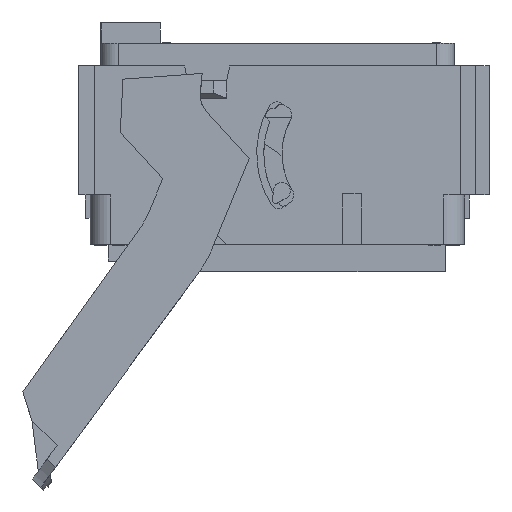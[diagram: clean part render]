
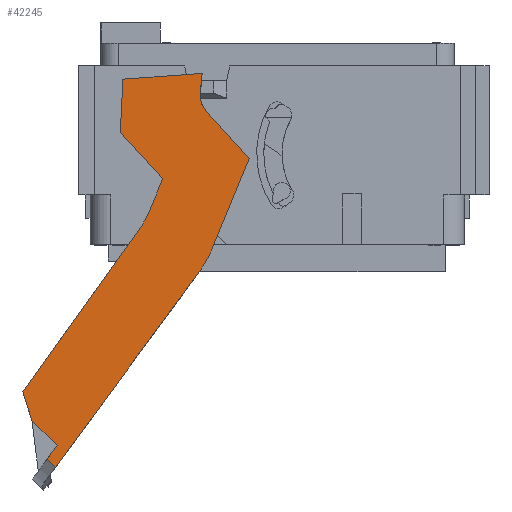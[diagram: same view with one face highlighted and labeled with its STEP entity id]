
A CAD part, front view. The second image highlights one B-rep face of the part: STEP entity #42245.
In plain terms, the highlighted planar face has unit normal (0, -1, 0).
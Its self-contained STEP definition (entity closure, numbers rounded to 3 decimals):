
#37550=CIRCLE('',#128450,4.1);
#37568=CIRCLE('',#128504,20.);
#37569=CIRCLE('',#128505,20.);
#42245=ADVANCED_FACE('',(#50578),#45968,.T.);
#45968=PLANE('',#128506);
#50578=FACE_OUTER_BOUND('',#55751,.T.);
#55751=EDGE_LOOP('',(#81632,#81633,#81634,#81635,#81636,#81637,#81638,#81639,
#81640,#81641,#81642,#81643,#81644,#81645,#81646,#81647));
#81632=ORIENTED_EDGE('',*,*,#102974,.T.);
#81633=ORIENTED_EDGE('',*,*,#102994,.F.);
#81634=ORIENTED_EDGE('',*,*,#102907,.T.);
#81635=ORIENTED_EDGE('',*,*,#102989,.T.);
#81636=ORIENTED_EDGE('',*,*,#102992,.T.);
#81637=ORIENTED_EDGE('',*,*,#102995,.T.);
#81638=ORIENTED_EDGE('',*,*,#102996,.T.);
#81639=ORIENTED_EDGE('',*,*,#102997,.F.);
#81640=ORIENTED_EDGE('',*,*,#102998,.T.);
#81641=ORIENTED_EDGE('',*,*,#102844,.T.);
#81642=ORIENTED_EDGE('',*,*,#102999,.T.);
#81643=ORIENTED_EDGE('',*,*,#103000,.T.);
#81644=ORIENTED_EDGE('',*,*,#103001,.T.);
#81645=ORIENTED_EDGE('',*,*,#103002,.T.);
#81646=ORIENTED_EDGE('',*,*,#103003,.F.);
#81647=ORIENTED_EDGE('',*,*,#103004,.T.);
#90457=VERTEX_POINT('',#181761);
#90458=VERTEX_POINT('',#181763);
#90509=VERTEX_POINT('',#181888);
#90511=VERTEX_POINT('',#181892);
#90558=VERTEX_POINT('',#182027);
#90559=VERTEX_POINT('',#182029);
#90567=VERTEX_POINT('',#182060);
#90570=VERTEX_POINT('',#182073);
#90571=VERTEX_POINT('',#182079);
#90572=VERTEX_POINT('',#182081);
#90573=VERTEX_POINT('',#182083);
#90574=VERTEX_POINT('',#182086);
#90575=VERTEX_POINT('',#182088);
#90576=VERTEX_POINT('',#182090);
#90577=VERTEX_POINT('',#182092);
#90578=VERTEX_POINT('',#182094);
#102844=EDGE_CURVE('',#90458,#90457,#37550,.T.);
#102907=EDGE_CURVE('',#90509,#90511,#111923,.T.);
#102974=EDGE_CURVE('',#90559,#90558,#111990,.T.);
#102989=EDGE_CURVE('',#90511,#90567,#112003,.T.);
#102992=EDGE_CURVE('',#90567,#90570,#112004,.T.);
#102994=EDGE_CURVE('',#90509,#90558,#112006,.T.);
#102995=EDGE_CURVE('',#90570,#90571,#112007,.T.);
#102996=EDGE_CURVE('',#90571,#90572,#37568,.T.);
#102997=EDGE_CURVE('',#90573,#90572,#112008,.T.);
#102998=EDGE_CURVE('',#90573,#90458,#112009,.T.);
#102999=EDGE_CURVE('',#90457,#90574,#112010,.T.);
#103000=EDGE_CURVE('',#90574,#90575,#112011,.T.);
#103001=EDGE_CURVE('',#90575,#90576,#112012,.T.);
#103002=EDGE_CURVE('',#90576,#90577,#112013,.T.);
#103003=EDGE_CURVE('',#90578,#90577,#112014,.T.);
#103004=EDGE_CURVE('',#90578,#90559,#37569,.T.);
#111923=LINE('',#181893,#120893);
#111990=LINE('',#182028,#120960);
#112003=LINE('',#182061,#120973);
#112004=LINE('',#182074,#120974);
#112006=LINE('',#182077,#120977);
#112007=LINE('',#182078,#120978);
#112008=LINE('',#182082,#120979);
#112009=LINE('',#182084,#120980);
#112010=LINE('',#182085,#120981);
#112011=LINE('',#182087,#120982);
#112012=LINE('',#182089,#120983);
#112013=LINE('',#182091,#120984);
#112014=LINE('',#182093,#120985);
#120893=VECTOR('',#151721,1.);
#120960=VECTOR('',#151830,1.);
#120973=VECTOR('',#151849,1.);
#120974=VECTOR('',#151852,1.);
#120977=VECTOR('',#151857,1.);
#120978=VECTOR('',#151858,1.);
#120979=VECTOR('',#151861,1.);
#120980=VECTOR('',#151862,1.);
#120981=VECTOR('',#151863,1.);
#120982=VECTOR('',#151864,1.);
#120983=VECTOR('',#151865,1.);
#120984=VECTOR('',#151866,1.);
#120985=VECTOR('',#151867,1.);
#128450=AXIS2_PLACEMENT_3D('',#181762,#151620,#151621);
#128504=AXIS2_PLACEMENT_3D('',#182080,#151859,#151860);
#128505=AXIS2_PLACEMENT_3D('',#182095,#151868,#151869);
#128506=AXIS2_PLACEMENT_3D('',#182096,#151870,#151871);
#151620=DIRECTION('',(0.,1.,0.));
#151621=DIRECTION('',(-0.982,0.,0.187));
#151721=DIRECTION('',(0.711,0.,-0.703));
#151830=DIRECTION('',(-0.583,0.,-0.813));
#151849=DIRECTION('',(-0.593,0.,-0.805));
#151852=DIRECTION('',(0.711,0.,-0.703));
#151857=DIRECTION('',(-0.297,0.,0.955));
#151858=DIRECTION('',(0.593,0.,0.805));
#151859=DIRECTION('',(0.,-1.,0.));
#151860=DIRECTION('',(-0.982,0.,0.187));
#151861=DIRECTION('',(-0.38,0.,-0.925));
#151862=DIRECTION('',(-0.674,0.,0.739));
#151863=DIRECTION('',(0.101,0.,0.995));
#151864=DIRECTION('',(-0.997,0.,-0.073));
#151865=DIRECTION('',(-0.049,0.,-0.999));
#151866=DIRECTION('',(0.674,0.,-0.739));
#151867=DIRECTION('',(0.38,0.,0.925));
#151868=DIRECTION('',(0.,1.,0.));
#151869=DIRECTION('',(-0.982,0.,0.187));
#151870=DIRECTION('',(0.,-1.,0.));
#151871=DIRECTION('',(0.991,0.,-0.136));
#181761=CARTESIAN_POINT('',(-325.627,39.819,26.078));
#181762=CARTESIAN_POINT('',(-321.548,39.819,25.664));
#181763=CARTESIAN_POINT('',(-324.578,39.819,22.902));
#181888=CARTESIAN_POINT('',(-354.528,39.819,-30.235));
#181892=CARTESIAN_POINT('',(-350.187,39.819,-34.523));
#181893=CARTESIAN_POINT('',(-350.187,39.819,-34.523));
#182027=CARTESIAN_POINT('',(-356.054,39.819,-25.319));
#182028=CARTESIAN_POINT('',(-333.251,39.819,6.474));
#182029=CARTESIAN_POINT('',(-336.467,39.819,1.99));
#182060=CARTESIAN_POINT('',(-351.912,39.819,-36.864));
#182061=CARTESIAN_POINT('',(-319.433,39.819,7.232));
#182073=CARTESIAN_POINT('',(-350.489,39.819,-38.27));
#182074=CARTESIAN_POINT('',(-351.912,39.819,-36.864));
#182077=CARTESIAN_POINT('',(-350.268,39.819,-43.954));
#182078=CARTESIAN_POINT('',(-317.84,39.819,6.058));
#182079=CARTESIAN_POINT('',(-325.989,39.819,-5.006));
#182080=CARTESIAN_POINT('',(-342.093,39.819,6.855));
#182081=CARTESIAN_POINT('',(-323.593,39.819,-0.744));
#182082=CARTESIAN_POINT('',(-323.326,39.819,-0.094));
#182083=CARTESIAN_POINT('',(-317.203,39.819,14.811));
#182084=CARTESIAN_POINT('',(-319.193,39.819,16.994));
#182085=CARTESIAN_POINT('',(-325.746,39.819,24.909));
#182086=CARTESIAN_POINT('',(-325.292,39.819,29.375));
#182087=CARTESIAN_POINT('',(-323.243,39.819,29.525));
#182088=CARTESIAN_POINT('',(-338.898,39.819,28.376));
#182089=CARTESIAN_POINT('',(-338.811,39.819,30.149));
#182090=CARTESIAN_POINT('',(-339.344,39.819,19.269));
#182091=CARTESIAN_POINT('',(-339.878,39.819,19.856));
#182092=CARTESIAN_POINT('',(-332.067,39.819,11.287));
#182093=CARTESIAN_POINT('',(-330.899,39.819,14.13));
#182094=CARTESIAN_POINT('',(-334.219,39.819,6.047));
#182095=CARTESIAN_POINT('',(-352.719,39.819,13.647));
#182096=CARTESIAN_POINT('',(-326.149,39.819,12.179));
